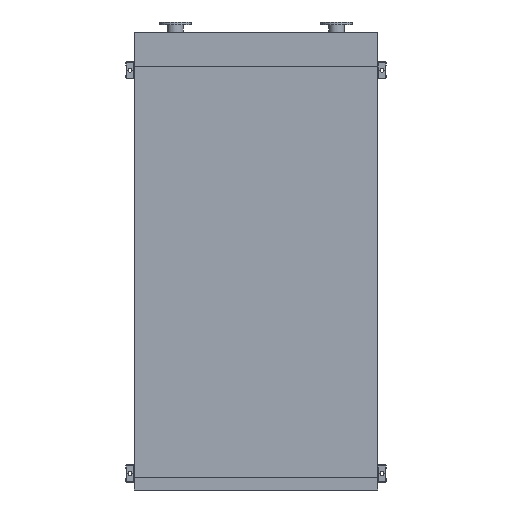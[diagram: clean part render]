
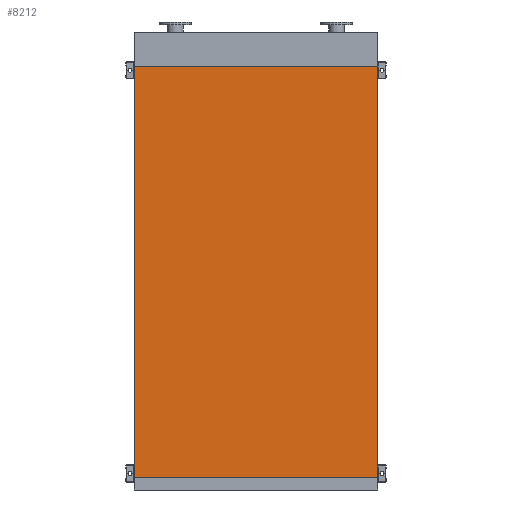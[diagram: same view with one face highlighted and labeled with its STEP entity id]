
A CAD part, front view. The second image highlights one B-rep face of the part: STEP entity #8212.
In plain terms, the highlighted planar face has unit normal (0, -1, 0).
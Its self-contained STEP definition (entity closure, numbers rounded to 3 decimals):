
#331 = VERTEX_POINT ( 'NONE', #3731 ) ;
#433 = DIRECTION ( 'NONE',  ( 0., 0., 1. ) ) ;
#814 = DIRECTION ( 'NONE',  ( 0., -1., 0. ) ) ;
#867 = CARTESIAN_POINT ( 'NONE',  ( 845., 0., -2850. ) ) ;
#2484 = LINE ( 'NONE', #2987, #13183 ) ;
#2678 = LINE ( 'NONE', #11919, #16424 ) ;
#2987 = CARTESIAN_POINT ( 'NONE',  ( -845., 0., -2850. ) ) ;
#3000 = VERTEX_POINT ( 'NONE', #8863 ) ;
#3731 = CARTESIAN_POINT ( 'NONE',  ( 845., 0., 0. ) ) ;
#3806 = ORIENTED_EDGE ( 'NONE', *, *, #5052, .F. ) ;
#4122 = VERTEX_POINT ( 'NONE', #867 ) ;
#4702 = ORIENTED_EDGE ( 'NONE', *, *, #6359, .T. ) ;
#5052 = EDGE_CURVE ( 'NONE', #3000, #16018, #2484, .T. ) ;
#6234 = EDGE_CURVE ( 'NONE', #4122, #331, #2678, .T. ) ;
#6330 = EDGE_CURVE ( 'NONE', #16018, #331, #13958, .T. ) ;
#6359 = EDGE_CURVE ( 'NONE', #3000, #4122, #10530, .T. ) ;
#6856 = DIRECTION ( 'NONE',  ( 1., 0., 0. ) ) ;
#7312 = VECTOR ( 'NONE', #6856, 1000. ) ;
#8212 = ADVANCED_FACE ( 'NONE', ( #13053 ), #17373, .T. ) ;
#8863 = CARTESIAN_POINT ( 'NONE',  ( -845., 0., -2850. ) ) ;
#9112 = ORIENTED_EDGE ( 'NONE', *, *, #6234, .T. ) ;
#10530 = LINE ( 'NONE', #16171, #16984 ) ;
#10771 = EDGE_LOOP ( 'NONE', ( #10934, #3806, #4702, #9112 ) ) ;
#10934 = ORIENTED_EDGE ( 'NONE', *, *, #6330, .F. ) ;
#10961 = DIRECTION ( 'NONE',  ( 0., 0., -1. ) ) ;
#11919 = CARTESIAN_POINT ( 'NONE',  ( 845., 0., -2850. ) ) ;
#12563 = AXIS2_PLACEMENT_3D ( 'NONE', #13477, #814, #10961 ) ;
#13053 = FACE_OUTER_BOUND ( 'NONE', #10771, .T. ) ;
#13183 = VECTOR ( 'NONE', #15365, 1000. ) ;
#13477 = CARTESIAN_POINT ( 'NONE',  ( -845., 0., -2850. ) ) ;
#13958 = LINE ( 'NONE', #14875, #7312 ) ;
#14875 = CARTESIAN_POINT ( 'NONE',  ( -845., 0., 0. ) ) ;
#15089 = CARTESIAN_POINT ( 'NONE',  ( -845., 0., 0. ) ) ;
#15365 = DIRECTION ( 'NONE',  ( 0., 0., 1. ) ) ;
#16018 = VERTEX_POINT ( 'NONE', #15089 ) ;
#16171 = CARTESIAN_POINT ( 'NONE',  ( -845., 0., -2850. ) ) ;
#16424 = VECTOR ( 'NONE', #433, 1000. ) ;
#16984 = VECTOR ( 'NONE', #17442, 1000. ) ;
#17373 = PLANE ( 'NONE',  #12563 ) ;
#17442 = DIRECTION ( 'NONE',  ( 1., 0., 0. ) ) ;
